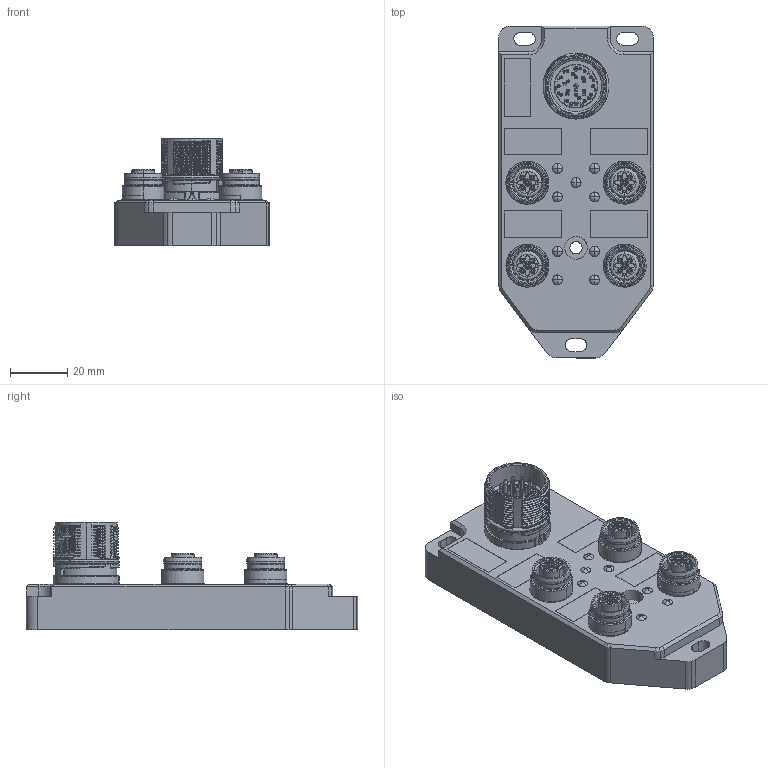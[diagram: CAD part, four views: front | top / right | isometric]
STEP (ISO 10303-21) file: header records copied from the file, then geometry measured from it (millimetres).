
FILE_DESCRIPTION(('CATIA V5 STEP Exchange','CAx-IF Rec.Pracs.--- Model Styling and Organization---1.5--- 2016-08-15','CAx-IF Rec.Pracs.---Supplemental Geometry---1.0---2011-11-01','CAx-IF Rec.Pracs.--- Composite Materials ---1.1---2010-07-15'),'2;1');
FILE_NAME ('023799-2_3', '2024-10-14T08:42:22+00:00', ('none'), ('Weidmueller'), 'CATIA Version 5-6 Release 2022 SP4 HF5', 'CATIA V5 STEP AP214 v3', 'none');
FILE_SCHEMA(('AUTOMOTIVE_DESIGN { 1 0 10303 214 1 1 1 1 }'));
Products named in the file (1): 1847970000
Bounding box: 54 x 116 x 37.65 mm (x, y, z)
Volume: 99631.5 mm3; surface area: 30293.2 mm2
Topology: 1 solids, 76 shells, 4263 faces, 12320 edges, 8310 vertices
Faces by surface type: cylinder 1188, bspline 1155, plane 1064, cone 436, torus 382, sphere 38
Entity records: 213037 total; most frequent: CARTESIAN_POINT 120740, ORIENTED_EDGE 24566, EDGE_CURVE 12283, VERTEX_POINT 8310, DIRECTION 7959, B_SPLINE_CURVE_WITH_KNOTS 6975, EDGE_LOOP 4511, ADVANCED_FACE 4263
